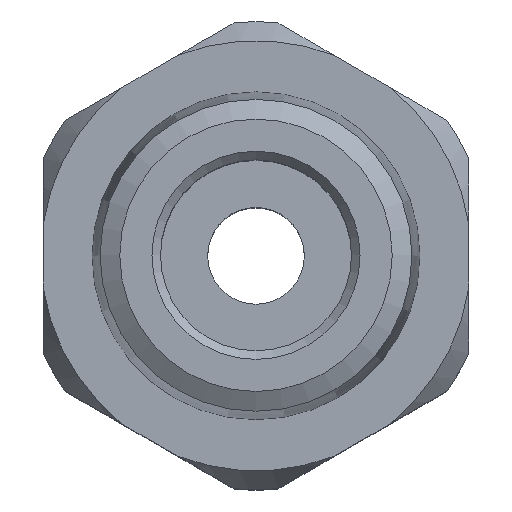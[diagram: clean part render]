
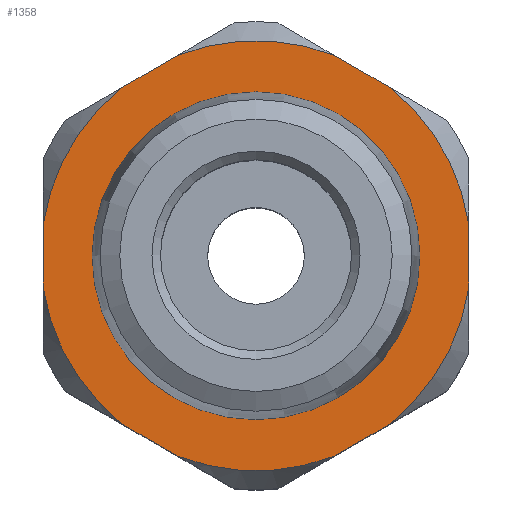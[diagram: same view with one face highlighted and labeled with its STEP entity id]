
A CAD part, top view. The second image highlights one B-rep face of the part: STEP entity #1358.
In plain terms, the highlighted planar face has unit normal (0, 0, 1).
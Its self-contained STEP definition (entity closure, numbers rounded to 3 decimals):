
#26=PLANE('',#1454);
#59=LINE('',#2024,#95);
#60=LINE('',#2025,#96);
#61=LINE('',#2026,#97);
#62=LINE('',#2027,#98);
#63=LINE('',#2028,#99);
#64=LINE('',#2029,#100);
#95=VECTOR('',#1646,1000.);
#96=VECTOR('',#1647,1000.);
#97=VECTOR('',#1648,1000.);
#98=VECTOR('',#1649,1000.);
#99=VECTOR('',#1650,1000.);
#100=VECTOR('',#1651,1000.);
#247=ORIENTED_EDGE('',*,*,#486,.F.);
#248=ORIENTED_EDGE('',*,*,#487,.T.);
#249=ORIENTED_EDGE('',*,*,#434,.F.);
#250=ORIENTED_EDGE('',*,*,#488,.T.);
#251=ORIENTED_EDGE('',*,*,#448,.F.);
#252=ORIENTED_EDGE('',*,*,#489,.T.);
#253=ORIENTED_EDGE('',*,*,#446,.F.);
#254=ORIENTED_EDGE('',*,*,#490,.T.);
#255=ORIENTED_EDGE('',*,*,#442,.F.);
#256=ORIENTED_EDGE('',*,*,#491,.T.);
#257=ORIENTED_EDGE('',*,*,#438,.F.);
#258=ORIENTED_EDGE('',*,*,#492,.T.);
#259=ORIENTED_EDGE('',*,*,#485,.T.);
#434=EDGE_CURVE('',#558,#559,#645,.T.);
#438=EDGE_CURVE('',#562,#563,#647,.T.);
#442=EDGE_CURVE('',#566,#567,#649,.T.);
#446=EDGE_CURVE('',#570,#571,#651,.T.);
#448=EDGE_CURVE('',#572,#573,#652,.T.);
#485=EDGE_CURVE('',#599,#599,#667,.T.);
#486=EDGE_CURVE('',#600,#601,#668,.T.);
#487=EDGE_CURVE('',#600,#559,#59,.T.);
#488=EDGE_CURVE('',#558,#573,#60,.T.);
#489=EDGE_CURVE('',#572,#571,#61,.T.);
#490=EDGE_CURVE('',#570,#567,#62,.T.);
#491=EDGE_CURVE('',#566,#563,#63,.T.);
#492=EDGE_CURVE('',#562,#601,#64,.T.);
#558=VERTEX_POINT('',#1852);
#559=VERTEX_POINT('',#1854);
#562=VERTEX_POINT('',#1867);
#563=VERTEX_POINT('',#1869);
#566=VERTEX_POINT('',#1882);
#567=VERTEX_POINT('',#1884);
#570=VERTEX_POINT('',#1897);
#571=VERTEX_POINT('',#1899);
#572=VERTEX_POINT('',#1906);
#573=VERTEX_POINT('',#1907);
#599=VERTEX_POINT('',#2019);
#600=VERTEX_POINT('',#2022);
#601=VERTEX_POINT('',#2023);
#645=CIRCLE('',#1414,8.831);
#647=CIRCLE('',#1417,8.831);
#649=CIRCLE('',#1420,8.831);
#651=CIRCLE('',#1423,8.831);
#652=CIRCLE('',#1425,8.831);
#667=CIRCLE('',#1453,6.73);
#668=CIRCLE('',#1455,8.831);
#723=EDGE_LOOP('',(#247,#248,#249,#250,#251,#252,#253,#254,#255,#256,#257,
#258));
#724=EDGE_LOOP('',(#259));
#813=FACE_BOUND('',#723,.T.);
#814=FACE_BOUND('',#724,.T.);
#1358=ADVANCED_FACE('',(#813,#814),#26,.F.);
#1414=AXIS2_PLACEMENT_3D('',#1853,#1552,#1553);
#1417=AXIS2_PLACEMENT_3D('',#1868,#1558,#1559);
#1420=AXIS2_PLACEMENT_3D('',#1883,#1564,#1565);
#1423=AXIS2_PLACEMENT_3D('',#1898,#1570,#1571);
#1425=AXIS2_PLACEMENT_3D('',#1905,#1574,#1575);
#1453=AXIS2_PLACEMENT_3D('',#2018,#1640,#1641);
#1454=AXIS2_PLACEMENT_3D('',#2020,#1642,#1643);
#1455=AXIS2_PLACEMENT_3D('',#2021,#1644,#1645);
#1552=DIRECTION('',(0.,0.,-1.));
#1553=DIRECTION('',(-1.,0.,0.));
#1558=DIRECTION('',(0.,0.,-1.));
#1559=DIRECTION('',(-1.,0.,0.));
#1564=DIRECTION('',(0.,0.,-1.));
#1565=DIRECTION('',(-1.,0.,0.));
#1570=DIRECTION('',(0.,0.,-1.));
#1571=DIRECTION('',(-1.,0.,0.));
#1574=DIRECTION('',(0.,0.,-1.));
#1575=DIRECTION('',(-1.,0.,0.));
#1640=DIRECTION('',(0.,0.,-1.));
#1641=DIRECTION('',(-1.,0.,0.));
#1642=DIRECTION('',(0.,0.,-1.));
#1643=DIRECTION('',(-1.,0.,0.));
#1644=DIRECTION('',(0.,0.,-1.));
#1645=DIRECTION('',(-1.,0.,0.));
#1646=DIRECTION('',(-0.866,-0.5,0.));
#1647=DIRECTION('',(0.,-1.,0.));
#1648=DIRECTION('',(0.866,-0.5,0.));
#1649=DIRECTION('',(0.866,0.5,0.));
#1650=DIRECTION('',(0.,1.,0.));
#1651=DIRECTION('',(-0.866,0.5,0.));
#1852=CARTESIAN_POINT('',(-8.731,1.325,0.));
#1853=CARTESIAN_POINT('',(0.,0.,0.));
#1854=CARTESIAN_POINT('',(-5.513,6.899,0.));
#1867=CARTESIAN_POINT('',(5.513,6.899,0.));
#1868=CARTESIAN_POINT('',(0.,0.,0.));
#1869=CARTESIAN_POINT('',(8.731,1.325,0.));
#1882=CARTESIAN_POINT('',(8.731,-1.325,0.));
#1883=CARTESIAN_POINT('',(0.,0.,0.));
#1884=CARTESIAN_POINT('',(5.513,-6.899,0.));
#1897=CARTESIAN_POINT('',(3.218,-8.224,0.));
#1898=CARTESIAN_POINT('',(0.,0.,0.));
#1899=CARTESIAN_POINT('',(-3.218,-8.224,0.));
#1905=CARTESIAN_POINT('',(0.,0.,0.));
#1906=CARTESIAN_POINT('',(-5.513,-6.899,0.));
#1907=CARTESIAN_POINT('',(-8.731,-1.325,0.));
#2018=CARTESIAN_POINT('',(0.,0.,0.));
#2019=CARTESIAN_POINT('',(-6.73,0.,0.));
#2020=CARTESIAN_POINT('',(0.,0.,0.));
#2021=CARTESIAN_POINT('',(0.,0.,0.));
#2022=CARTESIAN_POINT('',(-3.218,8.224,0.));
#2023=CARTESIAN_POINT('',(3.218,8.224,0.));
#2024=CARTESIAN_POINT('',(0.,10.082,0.));
#2025=CARTESIAN_POINT('',(-8.731,5.041,0.));
#2026=CARTESIAN_POINT('',(-8.731,-5.041,0.));
#2027=CARTESIAN_POINT('',(0.,-10.082,0.));
#2028=CARTESIAN_POINT('',(8.731,-5.041,0.));
#2029=CARTESIAN_POINT('',(8.731,5.041,0.));
